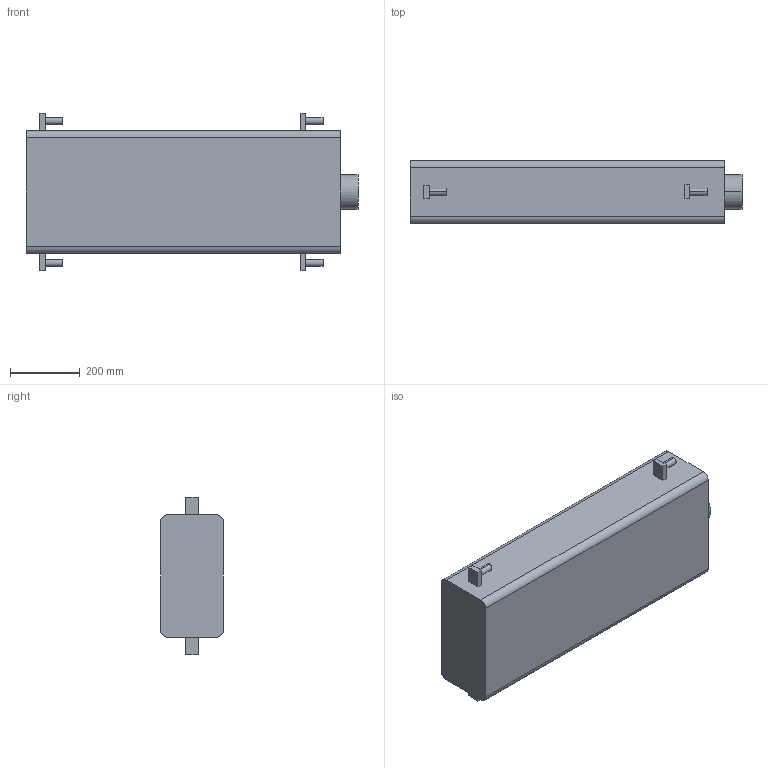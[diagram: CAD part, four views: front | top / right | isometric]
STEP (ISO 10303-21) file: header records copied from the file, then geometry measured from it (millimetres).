
FILE_DESCRIPTION (( 'STEP AP203' ), '1' );
FILE_NAME ('Part1_Default_sldprt.STEP', '2021-04-10T16:15:06', ( '' ), ( '' ), 'SwSTEP 2.0', 'SolidWorks 2020', '' );
FILE_SCHEMA (( 'CONFIG_CONTROL_DESIGN' ));
Length unit declared in the file: metre
Products named in the file (1): Part1_Default_sldprt
Bounding box: 950 x 180 x 450 mm (x, y, z)
Volume: 56953665.8 mm3; surface area: 1097392.3 mm2
Topology: 1 solids, 1 shells, 45 faces, 102 edges, 68 vertices
Faces by surface type: plane 31, cylinder 14
Entity records: 1341 total; most frequent: DIRECTION 222, CARTESIAN_POINT 216, ORIENTED_EDGE 204, EDGE_CURVE 102, LINE 74, AXIS2_PLACEMENT_3D 74, VECTOR 74, VERTEX_POINT 68
